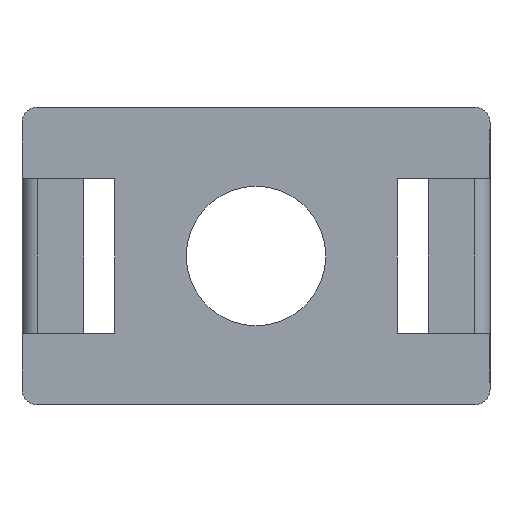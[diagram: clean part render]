
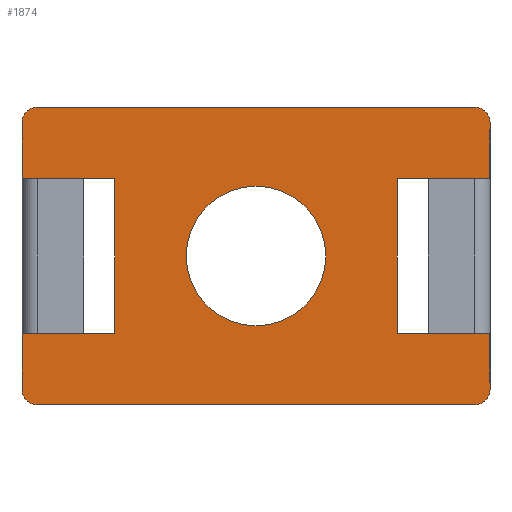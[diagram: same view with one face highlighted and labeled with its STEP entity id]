
A CAD part, front view. The second image highlights one B-rep face of the part: STEP entity #1874.
In plain terms, the highlighted planar face has unit normal (0, -1, 0).
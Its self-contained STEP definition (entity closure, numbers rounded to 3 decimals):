
#5 = FACE_BOUND ( 'NONE', #730, .T. ) ;
#12 = VERTEX_POINT ( 'NONE', #1068 ) ;
#23 = CARTESIAN_POINT ( 'NONE',  ( -7.55, 0., 4.8 ) ) ;
#30 = LINE ( 'NONE', #935, #1500 ) ;
#32 = EDGE_CURVE ( 'NONE', #570, #651, #647, .T. ) ;
#34 = VECTOR ( 'NONE', #1403, 1000. ) ;
#57 = ORIENTED_EDGE ( 'NONE', *, *, #1327, .F. ) ;
#72 = LINE ( 'NONE', #1845, #34 ) ;
#83 = AXIS2_PLACEMENT_3D ( 'NONE', #1401, #528, #1556 ) ;
#91 = CIRCLE ( 'NONE', #83, 0.5 ) ;
#95 = LINE ( 'NONE', #463, #1654 ) ;
#99 = CARTESIAN_POINT ( 'NONE',  ( 0., 0., 0. ) ) ;
#104 = CARTESIAN_POINT ( 'NONE',  ( -4.55, 0., -2.5 ) ) ;
#132 = EDGE_CURVE ( 'NONE', #1689, #564, #1199, .T. ) ;
#137 = EDGE_CURVE ( 'NONE', #570, #1078, #72, .T. ) ;
#190 = VECTOR ( 'NONE', #1379, 1000. ) ;
#191 = ORIENTED_EDGE ( 'NONE', *, *, #884, .T. ) ;
#212 = VECTOR ( 'NONE', #1208, 1000. ) ;
#219 = ORIENTED_EDGE ( 'NONE', *, *, #1445, .T. ) ;
#234 = CARTESIAN_POINT ( 'NONE',  ( -7.05, 0., -4.8 ) ) ;
#247 = DIRECTION ( 'NONE',  ( 0., -1., 0. ) ) ;
#291 = ORIENTED_EDGE ( 'NONE', *, *, #1827, .T. ) ;
#301 = CARTESIAN_POINT ( 'NONE',  ( -7.55, 0., -2.5 ) ) ;
#308 = EDGE_CURVE ( 'NONE', #1078, #12, #626, .T. ) ;
#366 = DIRECTION ( 'NONE',  ( 0., -1., 0. ) ) ;
#370 = DIRECTION ( 'NONE',  ( 1., 0., 0. ) ) ;
#371 = CARTESIAN_POINT ( 'NONE',  ( -4.55, 0., 2.5 ) ) ;
#374 = CARTESIAN_POINT ( 'NONE',  ( -4.55, 0., -2.5 ) ) ;
#375 = CARTESIAN_POINT ( 'NONE',  ( -7.55, 0., 4.8 ) ) ;
#396 = ORIENTED_EDGE ( 'NONE', *, *, #137, .F. ) ;
#410 = CARTESIAN_POINT ( 'NONE',  ( 7.05, 0., 4.8 ) ) ;
#415 = CIRCLE ( 'NONE', #1290, 0.5 ) ;
#434 = VERTEX_POINT ( 'NONE', #727 ) ;
#439 = DIRECTION ( 'NONE',  ( 0., -1., 0. ) ) ;
#446 = CARTESIAN_POINT ( 'NONE',  ( 0., 0., 0. ) ) ;
#456 = ORIENTED_EDGE ( 'NONE', *, *, #308, .F. ) ;
#463 = CARTESIAN_POINT ( 'NONE',  ( -4.55, 0., 2.5 ) ) ;
#475 = ORIENTED_EDGE ( 'NONE', *, *, #919, .T. ) ;
#481 = LINE ( 'NONE', #1411, #832 ) ;
#507 = EDGE_CURVE ( 'NONE', #1157, #515, #1334, .T. ) ;
#515 = VERTEX_POINT ( 'NONE', #301 ) ;
#522 = ORIENTED_EDGE ( 'NONE', *, *, #32, .T. ) ;
#526 = CARTESIAN_POINT ( 'NONE',  ( 0., 0., 0. ) ) ;
#528 = DIRECTION ( 'NONE',  ( 0., -1., 0. ) ) ;
#529 = LINE ( 'NONE', #981, #1256 ) ;
#550 = CARTESIAN_POINT ( 'NONE',  ( 0., 0., -2.25 ) ) ;
#562 = VECTOR ( 'NONE', #1041, 1000. ) ;
#564 = VERTEX_POINT ( 'NONE', #410 ) ;
#570 = VERTEX_POINT ( 'NONE', #703 ) ;
#575 = CARTESIAN_POINT ( 'NONE',  ( 7.05, 0., 4.3 ) ) ;
#593 = DIRECTION ( 'NONE',  ( 0., 0., 1. ) ) ;
#606 = VERTEX_POINT ( 'NONE', #550 ) ;
#626 = LINE ( 'NONE', #652, #190 ) ;
#632 = CARTESIAN_POINT ( 'NONE',  ( -7.05, 0., 4.8 ) ) ;
#642 = LINE ( 'NONE', #678, #1071 ) ;
#647 = LINE ( 'NONE', #784, #212 ) ;
#651 = VERTEX_POINT ( 'NONE', #1847 ) ;
#652 = CARTESIAN_POINT ( 'NONE',  ( 7.55, 0., 4.8 ) ) ;
#671 = DIRECTION ( 'NONE',  ( 0., 0., 1. ) ) ;
#675 = CARTESIAN_POINT ( 'NONE',  ( 7.55, 0., 4.3 ) ) ;
#678 = CARTESIAN_POINT ( 'NONE',  ( -7.55, 0., -4.8 ) ) ;
#681 = VERTEX_POINT ( 'NONE', #371 ) ;
#703 = CARTESIAN_POINT ( 'NONE',  ( 4.55, 0., -2.5 ) ) ;
#705 = ORIENTED_EDGE ( 'NONE', *, *, #1583, .F. ) ;
#721 = EDGE_CURVE ( 'NONE', #1867, #515, #1754, .T. ) ;
#724 = DIRECTION ( 'NONE',  ( 0., 0., -1. ) ) ;
#727 = CARTESIAN_POINT ( 'NONE',  ( 7.55, 0., 2.5 ) ) ;
#730 = EDGE_LOOP ( 'NONE', ( #1843, #475 ) ) ;
#731 = VERTEX_POINT ( 'NONE', #1087 ) ;
#750 = AXIS2_PLACEMENT_3D ( 'NONE', #446, #1472, #593 ) ;
#784 = CARTESIAN_POINT ( 'NONE',  ( 4.55, 0., -2.5 ) ) ;
#808 = CARTESIAN_POINT ( 'NONE',  ( -4.55, 0., -2.5 ) ) ;
#819 = ORIENTED_EDGE ( 'NONE', *, *, #721, .T. ) ;
#832 = VECTOR ( 'NONE', #1419, 1000. ) ;
#844 = AXIS2_PLACEMENT_3D ( 'NONE', #1311, #439, #1465 ) ;
#872 = AXIS2_PLACEMENT_3D ( 'NONE', #1391, #366, #1247 ) ;
#879 = CARTESIAN_POINT ( 'NONE',  ( -7.55, 0., -4.3 ) ) ;
#884 = EDGE_CURVE ( 'NONE', #1157, #1839, #1123, .T. ) ;
#915 = CARTESIAN_POINT ( 'NONE',  ( 7.05, 0., -4.8 ) ) ;
#919 = EDGE_CURVE ( 'NONE', #606, #1684, #1476, .T. ) ;
#935 = CARTESIAN_POINT ( 'NONE',  ( 7.55, 0., 4.8 ) ) ;
#954 = ORIENTED_EDGE ( 'NONE', *, *, #1301, .T. ) ;
#980 = EDGE_CURVE ( 'NONE', #1620, #1839, #642, .T. ) ;
#981 = CARTESIAN_POINT ( 'NONE',  ( 4.55, 0., 2.5 ) ) ;
#982 = EDGE_LOOP ( 'NONE', ( #456, #396, #522, #954, #1554, #1320, #1484, #291, #57, #705, #1377, #819, #1406, #191, #1192, #219 ) ) ;
#987 = CARTESIAN_POINT ( 'NONE',  ( -7.55, 0., 2.5 ) ) ;
#990 = LINE ( 'NONE', #104, #1774 ) ;
#1000 = EDGE_CURVE ( 'NONE', #1867, #681, #990, .T. ) ;
#1041 = DIRECTION ( 'NONE',  ( 0., 0., 1. ) ) ;
#1060 = CARTESIAN_POINT ( 'NONE',  ( 0., 0., 2.25 ) ) ;
#1068 = CARTESIAN_POINT ( 'NONE',  ( 7.55, 0., -4.3 ) ) ;
#1071 = VECTOR ( 'NONE', #1846, 1000. ) ;
#1078 = VERTEX_POINT ( 'NONE', #1138 ) ;
#1087 = CARTESIAN_POINT ( 'NONE',  ( -7.55, 0., 4.3 ) ) ;
#1123 = CIRCLE ( 'NONE', #872, 0.5 ) ;
#1124 = DIRECTION ( 'NONE',  ( 0., 0., 1. ) ) ;
#1133 = EDGE_CURVE ( 'NONE', #1848, #564, #415, .T. ) ;
#1138 = CARTESIAN_POINT ( 'NONE',  ( 7.55, 0., -2.5 ) ) ;
#1157 = VERTEX_POINT ( 'NONE', #879 ) ;
#1192 = ORIENTED_EDGE ( 'NONE', *, *, #980, .F. ) ;
#1199 = LINE ( 'NONE', #375, #1596 ) ;
#1202 = AXIS2_PLACEMENT_3D ( 'NONE', #99, #247, #1268 ) ;
#1208 = DIRECTION ( 'NONE',  ( 0., 0., 1. ) ) ;
#1247 = DIRECTION ( 'NONE',  ( 0., 0., -1. ) ) ;
#1256 = VECTOR ( 'NONE', #1860, 1000. ) ;
#1268 = DIRECTION ( 'NONE',  ( 0., 0., -1. ) ) ;
#1290 = AXIS2_PLACEMENT_3D ( 'NONE', #575, #1601, #724 ) ;
#1301 = EDGE_CURVE ( 'NONE', #651, #434, #529, .T. ) ;
#1311 = CARTESIAN_POINT ( 'NONE',  ( 7.05, 0., -4.3 ) ) ;
#1320 = ORIENTED_EDGE ( 'NONE', *, *, #1133, .T. ) ;
#1327 = EDGE_CURVE ( 'NONE', #1347, #731, #481, .T. ) ;
#1334 = LINE ( 'NONE', #23, #562 ) ;
#1338 = DIRECTION ( 'NONE',  ( -1., 0., 0. ) ) ;
#1347 = VERTEX_POINT ( 'NONE', #987 ) ;
#1353 = VECTOR ( 'NONE', #1679, 1000. ) ;
#1377 = ORIENTED_EDGE ( 'NONE', *, *, #1000, .F. ) ;
#1379 = DIRECTION ( 'NONE',  ( 0., 0., -1. ) ) ;
#1391 = CARTESIAN_POINT ( 'NONE',  ( -7.05, 0., -4.3 ) ) ;
#1397 = CIRCLE ( 'NONE', #750, 2.25 ) ;
#1401 = CARTESIAN_POINT ( 'NONE',  ( -7.05, 0., 4.3 ) ) ;
#1403 = DIRECTION ( 'NONE',  ( 1., 0., 0. ) ) ;
#1406 = ORIENTED_EDGE ( 'NONE', *, *, #507, .F. ) ;
#1411 = CARTESIAN_POINT ( 'NONE',  ( -7.55, 0., 4.8 ) ) ;
#1419 = DIRECTION ( 'NONE',  ( 0., 0., 1. ) ) ;
#1445 = EDGE_CURVE ( 'NONE', #1620, #12, #1454, .T. ) ;
#1454 = CIRCLE ( 'NONE', #844, 0.5 ) ;
#1465 = DIRECTION ( 'NONE',  ( 0., 0., -1. ) ) ;
#1472 = DIRECTION ( 'NONE',  ( 0., 1., 0. ) ) ;
#1474 = EDGE_CURVE ( 'NONE', #1684, #606, #1397, .T. ) ;
#1476 = CIRCLE ( 'NONE', #1590, 2.25 ) ;
#1484 = ORIENTED_EDGE ( 'NONE', *, *, #132, .F. ) ;
#1500 = VECTOR ( 'NONE', #1805, 1000. ) ;
#1552 = DIRECTION ( 'NONE',  ( 0., 1., 0. ) ) ;
#1554 = ORIENTED_EDGE ( 'NONE', *, *, #1705, .F. ) ;
#1556 = DIRECTION ( 'NONE',  ( 0., 0., -1. ) ) ;
#1563 = FACE_OUTER_BOUND ( 'NONE', #982, .T. ) ;
#1583 = EDGE_CURVE ( 'NONE', #681, #1347, #95, .T. ) ;
#1590 = AXIS2_PLACEMENT_3D ( 'NONE', #526, #1552, #671 ) ;
#1596 = VECTOR ( 'NONE', #370, 1000. ) ;
#1601 = DIRECTION ( 'NONE',  ( 0., -1., 0. ) ) ;
#1620 = VERTEX_POINT ( 'NONE', #915 ) ;
#1654 = VECTOR ( 'NONE', #1338, 1000. ) ;
#1679 = DIRECTION ( 'NONE',  ( -1., 0., 0. ) ) ;
#1684 = VERTEX_POINT ( 'NONE', #1060 ) ;
#1689 = VERTEX_POINT ( 'NONE', #632 ) ;
#1705 = EDGE_CURVE ( 'NONE', #1848, #434, #30, .T. ) ;
#1754 = LINE ( 'NONE', #808, #1353 ) ;
#1774 = VECTOR ( 'NONE', #1124, 1000. ) ;
#1805 = DIRECTION ( 'NONE',  ( 0., 0., -1. ) ) ;
#1827 = EDGE_CURVE ( 'NONE', #1689, #731, #91, .T. ) ;
#1839 = VERTEX_POINT ( 'NONE', #234 ) ;
#1843 = ORIENTED_EDGE ( 'NONE', *, *, #1474, .T. ) ;
#1845 = CARTESIAN_POINT ( 'NONE',  ( 4.55, 0., -2.5 ) ) ;
#1846 = DIRECTION ( 'NONE',  ( -1., 0., 0. ) ) ;
#1847 = CARTESIAN_POINT ( 'NONE',  ( 4.55, 0., 2.5 ) ) ;
#1848 = VERTEX_POINT ( 'NONE', #675 ) ;
#1857 = PLANE ( 'NONE',  #1202 ) ;
#1860 = DIRECTION ( 'NONE',  ( 1., 0., 0. ) ) ;
#1867 = VERTEX_POINT ( 'NONE', #374 ) ;
#1874 = ADVANCED_FACE ( 'NONE', ( #5, #1563 ), #1857, .T. ) ;
